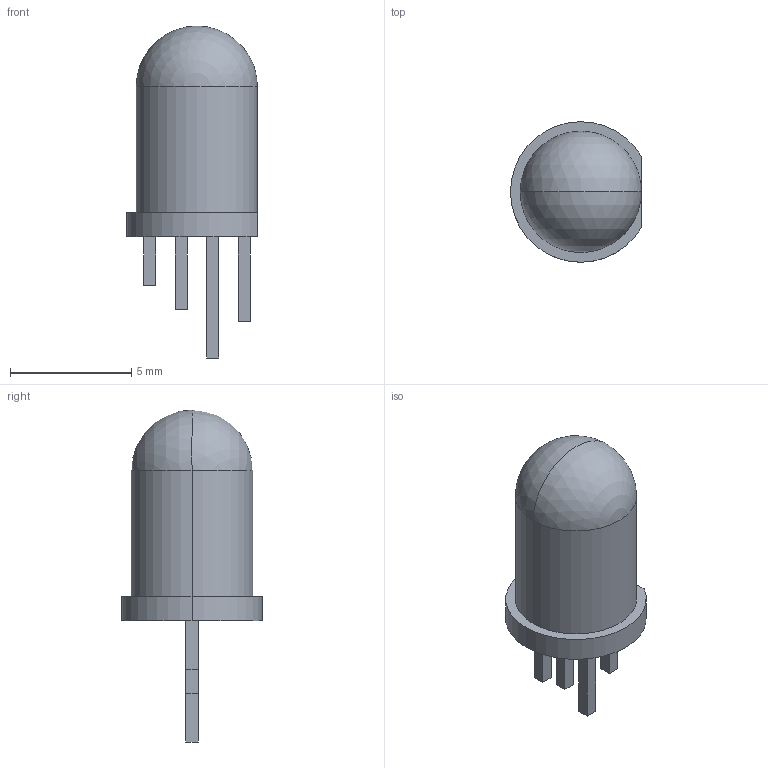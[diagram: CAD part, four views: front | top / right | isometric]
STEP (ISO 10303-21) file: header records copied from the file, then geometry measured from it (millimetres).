
FILE_DESCRIPTION (( 'STEP AP214' ), '1' );
FILE_NAME ('LED-TH_4P-BD5.8-P1.30-RGB.step', '2026-03-13T01:31:23', ( '' ), ( '' ), 'SwSTEP 2.0', 'SolidWorks 2021', '' );
FILE_SCHEMA (( 'AUTOMOTIVE_DESIGN' ));
Length unit declared in the file: millimetre
Products named in the file (1): LED-TH_4P-BD5.8-P1.30-RGB
Bounding box: 5.4 x 5.8 x 13.7 mm (x, y, z)
Volume: 163.8 mm3; surface area: 197.7 mm2
Topology: 1 solids, 1 shells, 253 faces, 685 edges, 455 vertices
Faces by surface type: plane 149, bspline 98, cylinder 4, sphere 2
Entity records: 11190 total; most frequent: CARTESIAN_POINT 2694, ORIENTED_EDGE 1362, DIRECTION 803, EDGE_CURVE 681, LINE 471, VECTOR 471, VERTEX_POINT 453, EDGE_LOOP 276
